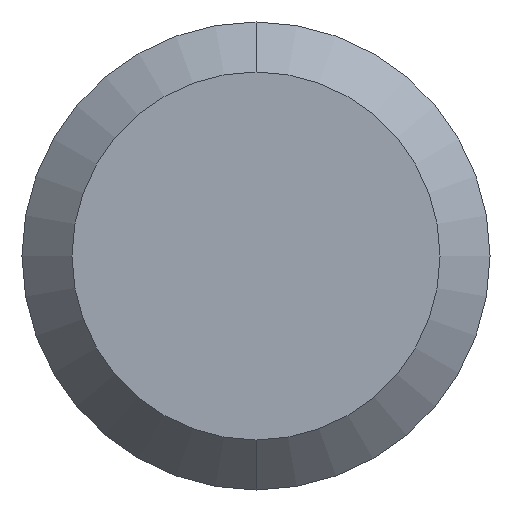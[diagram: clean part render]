
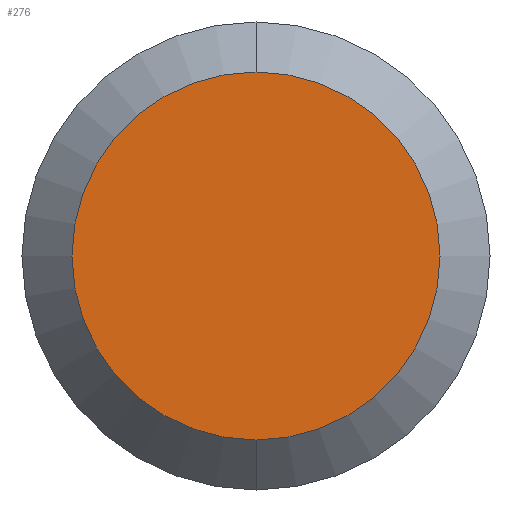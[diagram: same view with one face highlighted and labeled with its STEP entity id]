
A CAD part, front view. The second image highlights one B-rep face of the part: STEP entity #276.
In plain terms, the highlighted planar face has unit normal (0, -1, 0).
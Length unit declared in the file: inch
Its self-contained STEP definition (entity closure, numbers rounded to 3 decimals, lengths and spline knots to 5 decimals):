
#8 = EDGE_LOOP ( 'NONE', ( #59, #18 ) ) ;
#16 = DIRECTION ( 'NONE',  ( 0., 0., 1. ) ) ;
#18 = ORIENTED_EDGE ( 'NONE', *, *, #244, .T. ) ;
#20 = DIRECTION ( 'NONE',  ( 0., -1., 0. ) ) ;
#53 = VERTEX_POINT ( 'NONE', #71 ) ;
#59 = ORIENTED_EDGE ( 'NONE', *, *, #107, .T. ) ;
#71 = CARTESIAN_POINT ( 'NONE',  ( 0., 0., 0.0736 ) ) ;
#73 = AXIS2_PLACEMENT_3D ( 'NONE', #200, #183, #182 ) ;
#75 = CARTESIAN_POINT ( 'NONE',  ( 0., 0., 0. ) ) ;
#99 = DIRECTION ( 'NONE',  ( 0., 0., 1. ) ) ;
#107 = EDGE_CURVE ( 'NONE', #53, #211, #231, .T. ) ;
#114 = AXIS2_PLACEMENT_3D ( 'NONE', #272, #20, #16 ) ;
#117 = DIRECTION ( 'NONE',  ( 0., -1., 0. ) ) ;
#176 = AXIS2_PLACEMENT_3D ( 'NONE', #75, #117, #99 ) ;
#182 = DIRECTION ( 'NONE',  ( 0., 0., 1. ) ) ;
#183 = DIRECTION ( 'NONE',  ( 0., 1., 0. ) ) ;
#188 = FACE_OUTER_BOUND ( 'NONE', #8, .T. ) ;
#200 = CARTESIAN_POINT ( 'NONE',  ( 0., 0., 0. ) ) ;
#205 = CIRCLE ( 'NONE', #114, 0.0736 ) ;
#211 = VERTEX_POINT ( 'NONE', #239 ) ;
#231 = CIRCLE ( 'NONE', #176, 0.0736 ) ;
#239 = CARTESIAN_POINT ( 'NONE',  ( 0., 0., -0.0736 ) ) ;
#244 = EDGE_CURVE ( 'NONE', #211, #53, #205, .T. ) ;
#267 = PLANE ( 'NONE',  #73 ) ;
#272 = CARTESIAN_POINT ( 'NONE',  ( 0., 0., 0. ) ) ;
#276 = ADVANCED_FACE ( 'NONE', ( #188 ), #267, .F. ) ;
